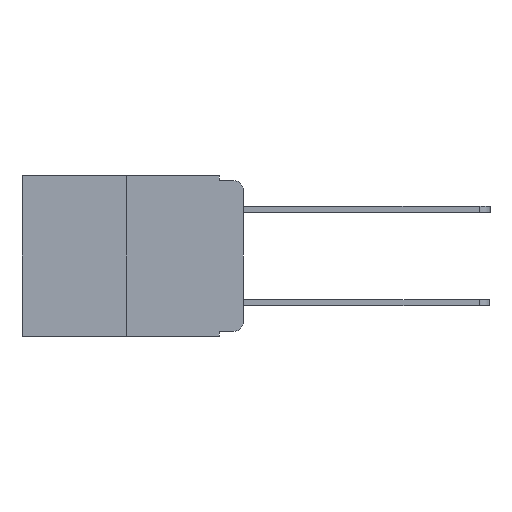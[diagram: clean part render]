
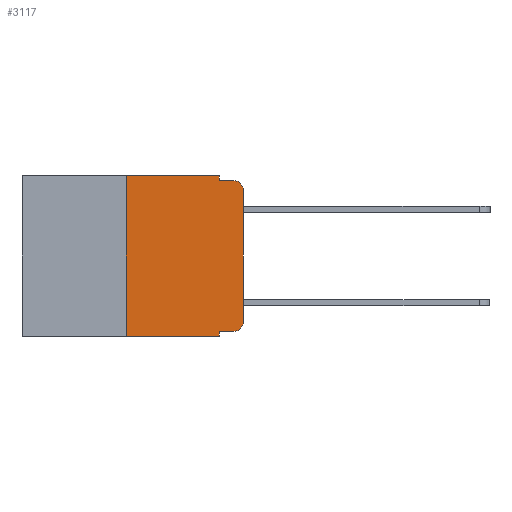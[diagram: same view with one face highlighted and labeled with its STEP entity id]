
A CAD part, left-side view. The second image highlights one B-rep face of the part: STEP entity #3117.
In plain terms, the highlighted planar face has unit normal (-1, 0, 0).
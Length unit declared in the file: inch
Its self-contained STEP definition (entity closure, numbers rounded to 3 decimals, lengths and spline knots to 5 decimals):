
#56 = CARTESIAN_POINT ( 'NONE',  ( 0., 0.02, -0.333 ) ) ;
#137 = EDGE_CURVE ( 'NONE', #3059, #8152, #3215, .T. ) ;
#261 = LINE ( 'NONE', #4272, #1197 ) ;
#275 = EDGE_CURVE ( 'NONE', #2899, #3356, #7200, .T. ) ;
#316 = EDGE_CURVE ( 'NONE', #9600, #7174, #1519, .T. ) ;
#607 = CARTESIAN_POINT ( 'NONE',  ( 0., 0.473, 0. ) ) ;
#636 = CARTESIAN_POINT ( 'NONE',  ( 0., 0., -0.03 ) ) ;
#676 = DIRECTION ( 'NONE',  ( 0., -1., 0. ) ) ;
#1026 = DIRECTION ( 'NONE',  ( -1., 0., 0. ) ) ;
#1197 = VECTOR ( 'NONE', #3526, 39.37008 ) ;
#1244 = VECTOR ( 'NONE', #9702, 39.37008 ) ;
#1452 = ORIENTED_EDGE ( 'NONE', *, *, #275, .T. ) ;
#1462 = ORIENTED_EDGE ( 'NONE', *, *, #6771, .T. ) ;
#1511 = VECTOR ( 'NONE', #3602, 39.37008 ) ;
#1515 = AXIS2_PLACEMENT_3D ( 'NONE', #10033, #9028, #1911 ) ;
#1519 = LINE ( 'NONE', #10343, #9929 ) ;
#1538 = CARTESIAN_POINT ( 'NONE',  ( 0., 0.473, -0.343 ) ) ;
#1746 = EDGE_CURVE ( 'NONE', #3800, #7690, #1958, .T. ) ;
#1776 = CARTESIAN_POINT ( 'NONE',  ( 0., 0.051, -0.343 ) ) ;
#1911 = DIRECTION ( 'NONE',  ( 0., 0., -1. ) ) ;
#1958 = LINE ( 'NONE', #4401, #1511 ) ;
#2135 = EDGE_CURVE ( 'NONE', #10017, #9600, #6764, .T. ) ;
#2155 = EDGE_CURVE ( 'NONE', #7690, #10017, #261, .T. ) ;
#2485 = CARTESIAN_POINT ( 'NONE',  ( 0., 0., 0. ) ) ;
#2492 = VECTOR ( 'NONE', #2616, 39.37008 ) ;
#2511 = CARTESIAN_POINT ( 'NONE',  ( 0., 0.25, 0. ) ) ;
#2605 = ORIENTED_EDGE ( 'NONE', *, *, #2155, .F. ) ;
#2616 = DIRECTION ( 'NONE',  ( 0., -1., 0. ) ) ;
#2678 = VECTOR ( 'NONE', #676, 39.37008 ) ;
#2899 = VERTEX_POINT ( 'NONE', #56 ) ;
#3037 = CIRCLE ( 'NONE', #1515, 0.02 ) ;
#3059 = VERTEX_POINT ( 'NONE', #5236 ) ;
#3117 = ADVANCED_FACE ( 'NONE', ( #4656 ), #9338, .F. ) ;
#3215 = LINE ( 'NONE', #6456, #1244 ) ;
#3356 = VERTEX_POINT ( 'NONE', #3480 ) ;
#3480 = CARTESIAN_POINT ( 'NONE',  ( 0., 0., -0.313 ) ) ;
#3526 = DIRECTION ( 'NONE',  ( 0., -1., 0. ) ) ;
#3602 = DIRECTION ( 'NONE',  ( 0., 0., 1. ) ) ;
#3676 = ORIENTED_EDGE ( 'NONE', *, *, #9076, .T. ) ;
#3800 = VERTEX_POINT ( 'NONE', #6753 ) ;
#3866 = DIRECTION ( 'NONE',  ( 1., 0., 0. ) ) ;
#3983 = ORIENTED_EDGE ( 'NONE', *, *, #1746, .F. ) ;
#4160 = EDGE_CURVE ( 'NONE', #3059, #2899, #9849, .T. ) ;
#4272 = CARTESIAN_POINT ( 'NONE',  ( 0., 0.473, 0. ) ) ;
#4318 = DIRECTION ( 'NONE',  ( 0., 0., -1. ) ) ;
#4401 = CARTESIAN_POINT ( 'NONE',  ( 0., 0.25, 0. ) ) ;
#4656 = FACE_OUTER_BOUND ( 'NONE', #5099, .T. ) ;
#4680 = CARTESIAN_POINT ( 'NONE',  ( 0., 0.02, -0.01 ) ) ;
#4697 = ORIENTED_EDGE ( 'NONE', *, *, #316, .F. ) ;
#5099 = EDGE_LOOP ( 'NONE', ( #1462, #3676, #4697, #6547, #2605, #3983, #5867, #6576, #10171, #1452 ) ) ;
#5236 = CARTESIAN_POINT ( 'NONE',  ( 0., 0.051, -0.333 ) ) ;
#5506 = AXIS2_PLACEMENT_3D ( 'NONE', #607, #3866, #6152 ) ;
#5697 = CARTESIAN_POINT ( 'NONE',  ( 0., 0.051, -0.333 ) ) ;
#5716 = DIRECTION ( 'NONE',  ( 0., 0., 1. ) ) ;
#5739 = LINE ( 'NONE', #1538, #2678 ) ;
#5867 = ORIENTED_EDGE ( 'NONE', *, *, #7698, .T. ) ;
#6141 = CARTESIAN_POINT ( 'NONE',  ( 0., 0.02, -0.313 ) ) ;
#6152 = DIRECTION ( 'NONE',  ( 0., 0., -1. ) ) ;
#6456 = CARTESIAN_POINT ( 'NONE',  ( 0., 0.051, 0. ) ) ;
#6538 = AXIS2_PLACEMENT_3D ( 'NONE', #6141, #1026, #7508 ) ;
#6547 = ORIENTED_EDGE ( 'NONE', *, *, #2135, .F. ) ;
#6576 = ORIENTED_EDGE ( 'NONE', *, *, #137, .F. ) ;
#6753 = CARTESIAN_POINT ( 'NONE',  ( 0., 0.25, -0.343 ) ) ;
#6764 = LINE ( 'NONE', #9313, #10042 ) ;
#6771 = EDGE_CURVE ( 'NONE', #3356, #8344, #9047, .T. ) ;
#7001 = CARTESIAN_POINT ( 'NONE',  ( 0., 0.051, 0. ) ) ;
#7174 = VERTEX_POINT ( 'NONE', #4680 ) ;
#7200 = CIRCLE ( 'NONE', #6538, 0.02 ) ;
#7372 = CARTESIAN_POINT ( 'NONE',  ( 0., 0.051, -0.01 ) ) ;
#7508 = DIRECTION ( 'NONE',  ( 0., 0., -1. ) ) ;
#7690 = VERTEX_POINT ( 'NONE', #2511 ) ;
#7698 = EDGE_CURVE ( 'NONE', #3800, #8152, #5739, .T. ) ;
#7825 = DIRECTION ( 'NONE',  ( 0., -1., 0. ) ) ;
#8152 = VERTEX_POINT ( 'NONE', #1776 ) ;
#8344 = VERTEX_POINT ( 'NONE', #636 ) ;
#9028 = DIRECTION ( 'NONE',  ( -1., 0., 0. ) ) ;
#9047 = LINE ( 'NONE', #2485, #9647 ) ;
#9076 = EDGE_CURVE ( 'NONE', #8344, #7174, #3037, .T. ) ;
#9313 = CARTESIAN_POINT ( 'NONE',  ( 0., 0.051, 0. ) ) ;
#9338 = PLANE ( 'NONE',  #5506 ) ;
#9600 = VERTEX_POINT ( 'NONE', #7372 ) ;
#9647 = VECTOR ( 'NONE', #5716, 39.37008 ) ;
#9702 = DIRECTION ( 'NONE',  ( 0., 0., -1. ) ) ;
#9849 = LINE ( 'NONE', #5697, #2492 ) ;
#9929 = VECTOR ( 'NONE', #7825, 39.37008 ) ;
#10017 = VERTEX_POINT ( 'NONE', #7001 ) ;
#10033 = CARTESIAN_POINT ( 'NONE',  ( 0., 0.02, -0.03 ) ) ;
#10042 = VECTOR ( 'NONE', #4318, 39.37008 ) ;
#10171 = ORIENTED_EDGE ( 'NONE', *, *, #4160, .T. ) ;
#10343 = CARTESIAN_POINT ( 'NONE',  ( 0., 0.051, -0.01 ) ) ;
